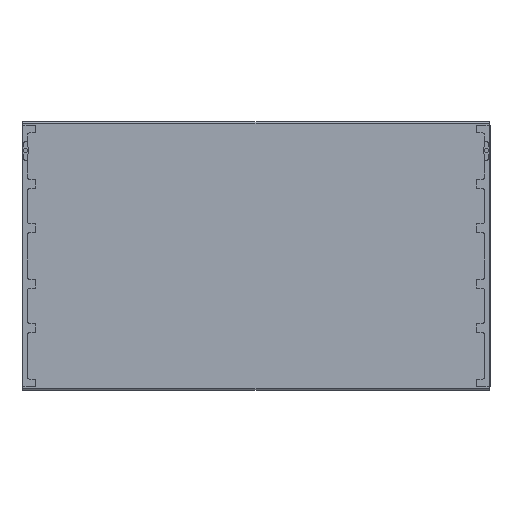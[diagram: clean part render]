
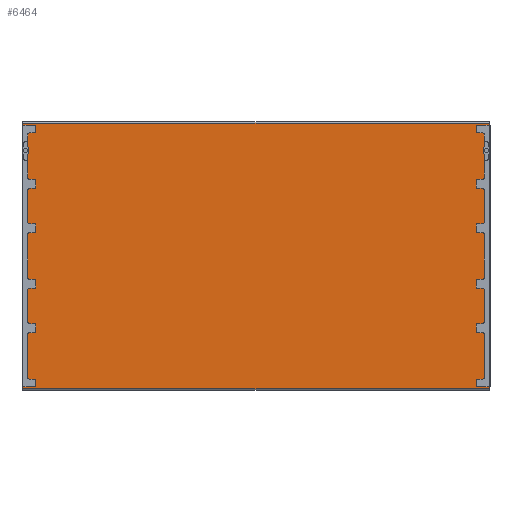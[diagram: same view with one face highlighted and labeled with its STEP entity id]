
A CAD part, top view. The second image highlights one B-rep face of the part: STEP entity #6464.
In plain terms, the highlighted planar face has unit normal (0, 0, 1).
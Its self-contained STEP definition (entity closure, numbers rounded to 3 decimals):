
#355 = CARTESIAN_POINT ( 'NONE',  ( -1050., 597.235, -2. ) ) ;
#949 = VERTEX_POINT ( 'NONE', #355 ) ;
#1221 = EDGE_CURVE ( 'NONE', #949, #5401, #10141, .T. ) ;
#1264 = CARTESIAN_POINT ( 'NONE',  ( -1050., 597.235, -2. ) ) ;
#1843 = DIRECTION ( 'NONE',  ( 0., -1., 0. ) ) ;
#1938 = VERTEX_POINT ( 'NONE', #10527 ) ;
#2318 = DIRECTION ( 'NONE',  ( 1., 0., 0. ) ) ;
#2593 = CARTESIAN_POINT ( 'NONE',  ( -1050., 597.235, -2. ) ) ;
#3883 = ORIENTED_EDGE ( 'NONE', *, *, #4295, .F. ) ;
#4295 = EDGE_CURVE ( 'NONE', #5401, #1938, #4603, .T. ) ;
#4306 = VECTOR ( 'NONE', #1843, 1000. ) ;
#4603 = LINE ( 'NONE', #9412, #5568 ) ;
#5069 = ORIENTED_EDGE ( 'NONE', *, *, #7458, .T. ) ;
#5401 = VERTEX_POINT ( 'NONE', #7103 ) ;
#5568 = VECTOR ( 'NONE', #5716, 1000. ) ;
#5716 = DIRECTION ( 'NONE',  ( 0., -1., 0. ) ) ;
#5853 = DIRECTION ( 'NONE',  ( 1., 0., 0. ) ) ;
#5886 = CARTESIAN_POINT ( 'NONE',  ( -1050., -597.235, -2. ) ) ;
#5891 = ORIENTED_EDGE ( 'NONE', *, *, #1221, .F. ) ;
#6464 = ADVANCED_FACE ( 'NONE', ( #9604 ), #11240, .T. ) ;
#6916 = VECTOR ( 'NONE', #2318, 1000. ) ;
#7103 = CARTESIAN_POINT ( 'NONE',  ( 1050., 597.235, -2. ) ) ;
#7458 = EDGE_CURVE ( 'NONE', #949, #10765, #9093, .T. ) ;
#7506 = EDGE_LOOP ( 'NONE', ( #3883, #5891, #5069, #11048 ) ) ;
#8599 = EDGE_CURVE ( 'NONE', #10765, #1938, #9029, .T. ) ;
#8912 = CARTESIAN_POINT ( 'NONE',  ( -1050., 597.235, -2. ) ) ;
#9029 = LINE ( 'NONE', #5886, #6916 ) ;
#9093 = LINE ( 'NONE', #2593, #4306 ) ;
#9412 = CARTESIAN_POINT ( 'NONE',  ( 1050., 597.235, -2. ) ) ;
#9604 = FACE_OUTER_BOUND ( 'NONE', #7506, .T. ) ;
#9688 = AXIS2_PLACEMENT_3D ( 'NONE', #1264, #10378, #5853 ) ;
#10141 = LINE ( 'NONE', #8912, #10853 ) ;
#10378 = DIRECTION ( 'NONE',  ( 0., 0., 1. ) ) ;
#10527 = CARTESIAN_POINT ( 'NONE',  ( 1050., -597.235, -2. ) ) ;
#10765 = VERTEX_POINT ( 'NONE', #11479 ) ;
#10819 = DIRECTION ( 'NONE',  ( 1., 0., 0. ) ) ;
#10853 = VECTOR ( 'NONE', #10819, 1000. ) ;
#11048 = ORIENTED_EDGE ( 'NONE', *, *, #8599, .T. ) ;
#11240 = PLANE ( 'NONE',  #9688 ) ;
#11479 = CARTESIAN_POINT ( 'NONE',  ( -1050., -597.235, -2. ) ) ;
